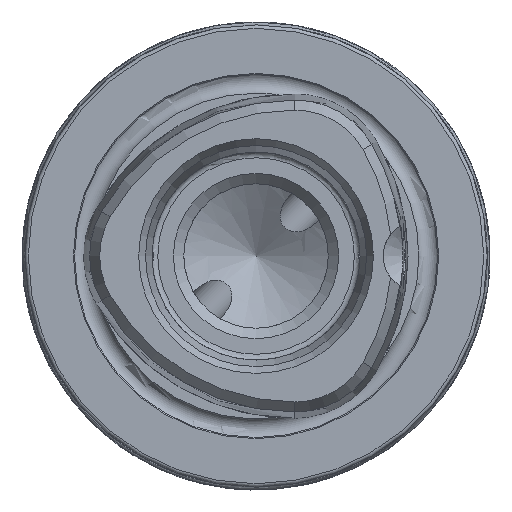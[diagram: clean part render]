
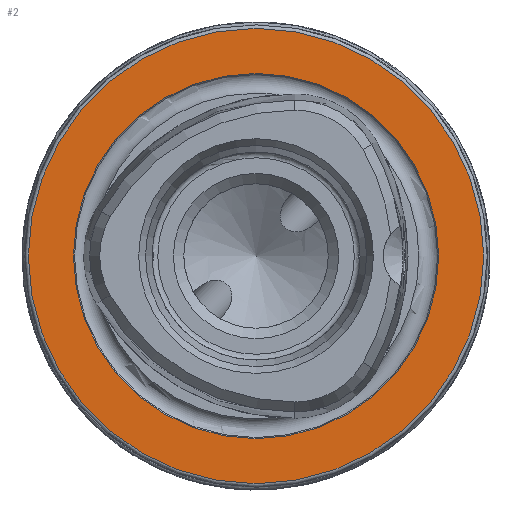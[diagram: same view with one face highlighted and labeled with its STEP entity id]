
A CAD part, left-side view. The second image highlights one B-rep face of the part: STEP entity #2.
In plain terms, the highlighted planar face has unit normal (-1, 0, 0).
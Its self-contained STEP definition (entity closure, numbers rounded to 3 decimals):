
#2 = ADVANCED_FACE ( 'NONE', ( #1910, #3967 ), #2474, .F. ) ;
#21 = DIRECTION ( 'NONE',  ( 0., 0., -1. ) ) ;
#733 = DIRECTION ( 'NONE',  ( -1., 0., 0. ) ) ;
#851 = AXIS2_PLACEMENT_3D ( 'NONE', #3586, #1249, #21 ) ;
#1249 = DIRECTION ( 'NONE',  ( 1., 0., 0. ) ) ;
#1910 = FACE_BOUND ( 'NONE', #5673, .T. ) ;
#1995 = CARTESIAN_POINT ( 'NONE',  ( 0., 0., 15.8 ) ) ;
#2300 = ORIENTED_EDGE ( 'NONE', *, *, #4332, .T. ) ;
#2474 = PLANE ( 'NONE',  #851 ) ;
#2794 = ORIENTED_EDGE ( 'NONE', *, *, #6609, .F. ) ;
#2849 = CARTESIAN_POINT ( 'NONE',  ( 0., 0., 0. ) ) ;
#3137 = DIRECTION ( 'NONE',  ( 0., 0., 1. ) ) ;
#3401 = DIRECTION ( 'NONE',  ( -1., 0., 0. ) ) ;
#3586 = CARTESIAN_POINT ( 'NONE',  ( 0., 15.8, 0. ) ) ;
#3967 = FACE_OUTER_BOUND ( 'NONE', #5541, .T. ) ;
#4138 = CIRCLE ( 'NONE', #5040, 15.8 ) ;
#4292 = CARTESIAN_POINT ( 'NONE',  ( 0., 0., 0. ) ) ;
#4332 = EDGE_CURVE ( 'NONE', #6080, #6080, #7189, .T. ) ;
#5040 = AXIS2_PLACEMENT_3D ( 'NONE', #4292, #733, #3137 ) ;
#5541 = EDGE_LOOP ( 'NONE', ( #2300 ) ) ;
#5673 = EDGE_LOOP ( 'NONE', ( #2794 ) ) ;
#5800 = DIRECTION ( 'NONE',  ( 0., 0., 1. ) ) ;
#5896 = VERTEX_POINT ( 'NONE', #1995 ) ;
#6008 = CARTESIAN_POINT ( 'NONE',  ( 0., 0., 19.7 ) ) ;
#6080 = VERTEX_POINT ( 'NONE', #6008 ) ;
#6609 = EDGE_CURVE ( 'NONE', #5896, #5896, #4138, .T. ) ;
#6810 = AXIS2_PLACEMENT_3D ( 'NONE', #2849, #3401, #5800 ) ;
#7189 = CIRCLE ( 'NONE', #6810, 19.7 ) ;
